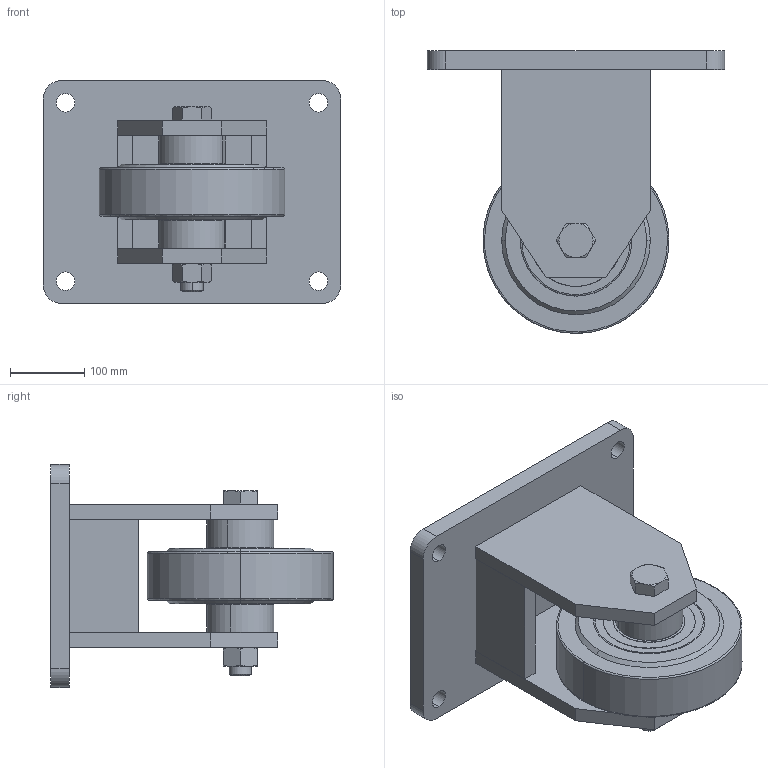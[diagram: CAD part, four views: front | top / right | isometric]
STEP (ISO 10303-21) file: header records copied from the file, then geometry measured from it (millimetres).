
FILE_DESCRIPTION (( 'STEP AP214' ), '1' );
FILE_NAME ('0028608_B-HS-STS-250-K_(A-01).step', '2019-03-01T13:41:55', ( '' ), ( '' ), 'SwSTEP 2.0', 'SolidWorks 2018', '' );
FILE_SCHEMA (( 'AUTOMOTIVE_DESIGN' ));
Length unit declared in the file: millimetre
Products named in the file (1): 0028608_B-HS-STS-250-K_(A-01)
Bounding box: 400 x 380 x 300 mm (x, y, z)
Surface area: 892323.8 mm2 (no closed solid volume)
Topology: 0 solids, 14 shells, 200 faces, 452 edges, 284 vertices
Faces by surface type: plane 68, cylinder 61, cone 49, bspline 16, torus 6
Entity records: 11254 total; most frequent: CARTESIAN_POINT 4483, DIRECTION 968, ORIENTED_EDGE 871, EDGE_CURVE 452, AXIS2_PLACEMENT_3D 393, VERTEX_POINT 284, EDGE_LOOP 236, UNCERTAINTY_MEASURE_WITH_UNIT 209
